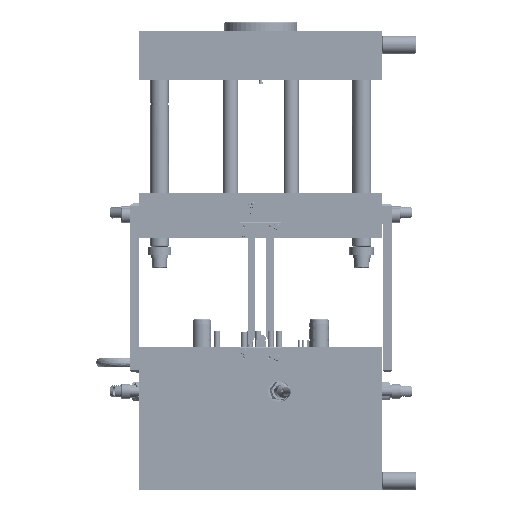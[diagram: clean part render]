
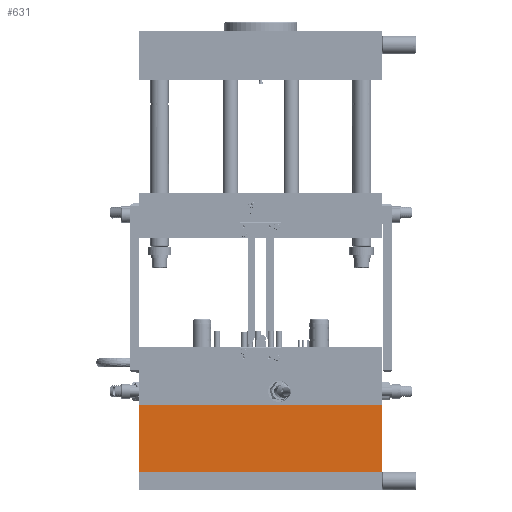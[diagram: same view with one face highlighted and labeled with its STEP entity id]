
A CAD part, left-side view. The second image highlights one B-rep face of the part: STEP entity #631.
In plain terms, the highlighted free-form (B-spline) face has degree [1, 1] with [2, 2] control points.
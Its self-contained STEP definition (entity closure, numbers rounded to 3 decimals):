
#435 = VERTEX_POINT('',#436);
#436 = CARTESIAN_POINT('',(-242.353,-276.975,
    -728.443));
#443 = EDGE_CURVE('',#444,#435,#446,.T.);
#444 = VERTEX_POINT('',#445);
#445 = CARTESIAN_POINT('',(-242.353,276.975,
    -728.443));
#446 = B_SPLINE_CURVE_WITH_KNOTS('',1,(#447,#448),.UNSPECIFIED.,.F.,.F.,
  (2,2),(-200.,200.),.PIECEWISE_BEZIER_KNOTS.);
#447 = CARTESIAN_POINT('',(-242.353,276.975,
    -728.443));
#448 = CARTESIAN_POINT('',(-242.353,-276.975,
    -728.443));
#470 = EDGE_CURVE('',#471,#435,#473,.T.);
#471 = VERTEX_POINT('',#472);
#472 = CARTESIAN_POINT('',(-242.353,-276.975,
    -576.107));
#473 = B_SPLINE_CURVE_WITH_KNOTS('',1,(#474,#475),.UNSPECIFIED.,.F.,.F.,
  (2,2),(0.,110.),.PIECEWISE_BEZIER_KNOTS.);
#474 = CARTESIAN_POINT('',(-242.353,-276.975,
    -576.107));
#475 = CARTESIAN_POINT('',(-242.353,-276.975,
    -728.443));
#522 = EDGE_CURVE('',#523,#444,#525,.T.);
#523 = VERTEX_POINT('',#524);
#524 = CARTESIAN_POINT('',(-242.353,276.975,
    -576.107));
#525 = B_SPLINE_CURVE_WITH_KNOTS('',1,(#526,#527),.UNSPECIFIED.,.F.,.F.,
  (2,2),(0.,110.),.PIECEWISE_BEZIER_KNOTS.);
#526 = CARTESIAN_POINT('',(-242.353,276.975,
    -576.107));
#527 = CARTESIAN_POINT('',(-242.353,276.975,
    -728.443));
#619 = EDGE_CURVE('',#471,#523,#620,.T.);
#620 = B_SPLINE_CURVE_WITH_KNOTS('',1,(#621,#622),.UNSPECIFIED.,.F.,.F.,
  (2,2),(-200.,200.),.PIECEWISE_BEZIER_KNOTS.);
#621 = CARTESIAN_POINT('',(-242.353,-276.975,
    -576.107));
#622 = CARTESIAN_POINT('',(-242.353,276.975,
    -576.107));
#631 = ADVANCED_FACE('',(#632),#638,.T.);
#632 = FACE_BOUND('',#633,.T.);
#633 = EDGE_LOOP('',(#634,#635,#636,#637));
#634 = ORIENTED_EDGE('',*,*,#619,.T.);
#635 = ORIENTED_EDGE('',*,*,#522,.T.);
#636 = ORIENTED_EDGE('',*,*,#443,.T.);
#637 = ORIENTED_EDGE('',*,*,#470,.F.);
#638 = B_SPLINE_SURFACE_WITH_KNOTS('',1,1,(
    (#639,#640)
    ,(#641,#642
    )),.UNSPECIFIED.,.F.,.F.,.F.,(2,2),(2,2),(-110.,0.),
  (-200.,200.),.PIECEWISE_BEZIER_KNOTS.);
#639 = CARTESIAN_POINT('',(-242.353,-276.975,
    -728.443));
#640 = CARTESIAN_POINT('',(-242.353,276.975,
    -728.443));
#641 = CARTESIAN_POINT('',(-242.353,-276.975,
    -576.107));
#642 = CARTESIAN_POINT('',(-242.353,276.975,
    -576.107));
